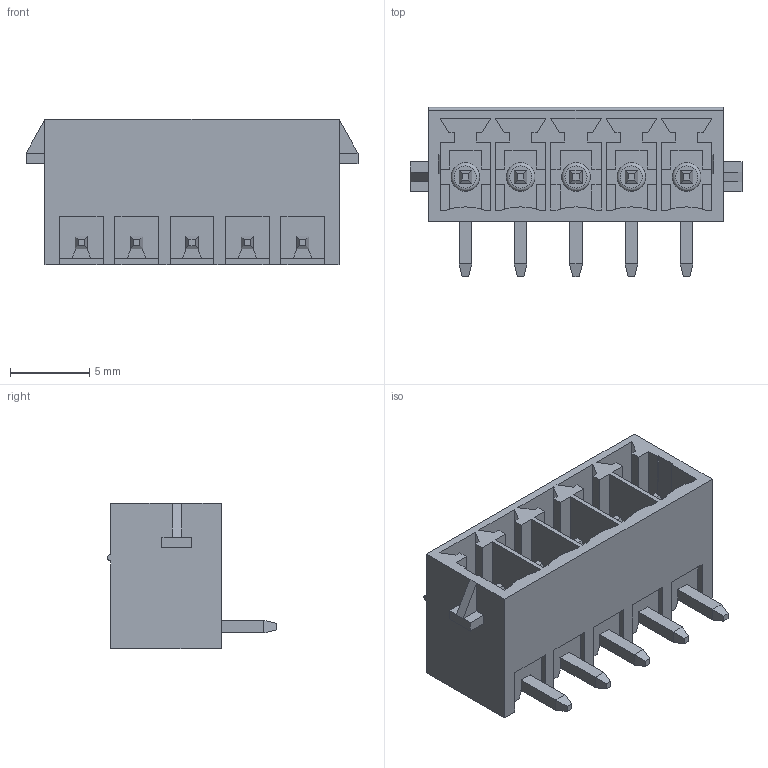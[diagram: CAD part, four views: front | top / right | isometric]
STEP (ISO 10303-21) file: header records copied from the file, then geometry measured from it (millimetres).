
FILE_DESCRIPTION(/* description */ ('Unknown'),/* implementation_level */ '2;1');
FILE_NAME(/* name */ '691305140005',/* time_stamp */ '2017-01-13T08:38:21+01:00',/* author */ ('Unknown'),/* organization */ ('Unknown'),/* preprocessor_version */ 'ST-DEVELOPER v16.7',/* originating_system */ 'DEX',/* authorisation */ $);
FILE_SCHEMA (('AUTOMOTIVE_DESIGN {1 0 10303 214 3 1 1}'));
Length unit declared in the file: millimetre
Products named in the file (3): 6913051400xx; 691305140005; 6913051400xx_PIN
Assembly tree (6 placements, depth 2):
  6913051400xx
    691305140005
    6913051400xx_PIN  x5
Bounding box: 21 x 10.7 x 9.2 mm (x, y, z)
Volume: 567.4 mm3; surface area: 1929.7 mm2
Topology: 6 solids, 6 shells, 332 faces, 897 edges, 582 vertices
Faces by surface type: plane 311, cylinder 16, torus 5
Full cylindrical faces by diameter (mm): 1.8 x5
Entity records: 8437 total; most frequent: CARTESIAN_POINT 1494, ORIENTED_EDGE 1468, DIRECTION 1315, EDGE_CURVE 734, LINE 695, VECTOR 695, VERTEX_POINT 489, AXIS2_PLACEMENT_3D 310
